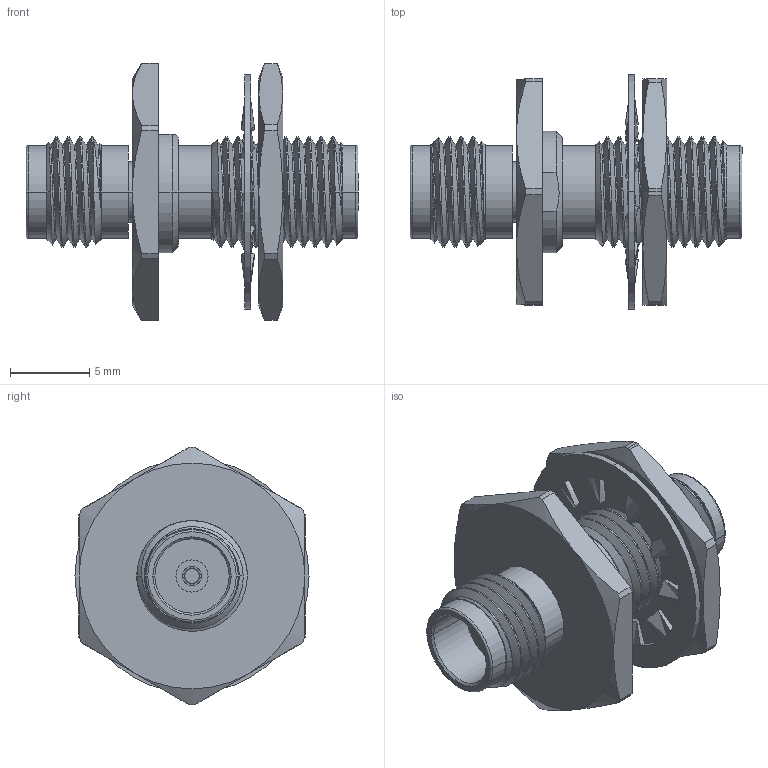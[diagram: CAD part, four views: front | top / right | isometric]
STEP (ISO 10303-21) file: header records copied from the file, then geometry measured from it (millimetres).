
FILE_DESCRIPTION (( 'STEP AP214' ), '1' );
FILE_NAME ('PE9640.STEP', '2018-02-01T18:16:47', ( '' ), ( '' ), 'SwSTEP 2.0', 'SolidWorks 2017', '' );
FILE_SCHEMA (( 'AUTOMOTIVE_DESIGN' ));
Length unit declared in the file: inch
Products named in the file (1): PE9640
Bounding box: 21.01 x 14.81 x 16.3 mm (x, y, z)
Volume: 1011 mm3; surface area: 1763.9 mm2
Topology: 2 solids, 2 shells, 250 faces, 706 edges, 474 vertices
Faces by surface type: cylinder 85, plane 75, bspline 48, cone 38, torus 4
Entity records: 12367 total; most frequent: CARTESIAN_POINT 6051, ORIENTED_EDGE 1412, DIRECTION 1102, EDGE_CURVE 706, VERTEX_POINT 474, AXIS2_PLACEMENT_3D 417, VECTOR 268, EDGE_LOOP 268
